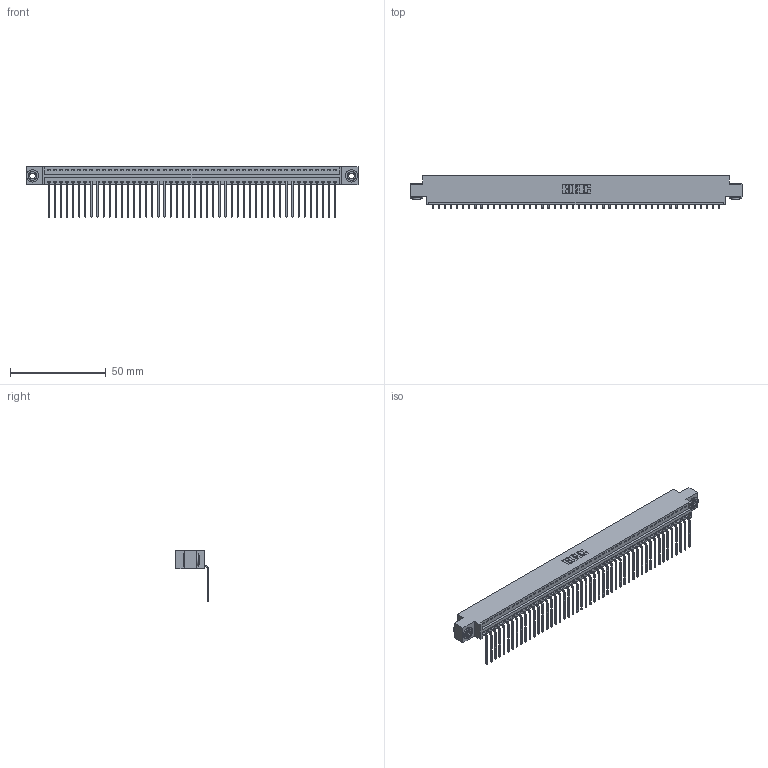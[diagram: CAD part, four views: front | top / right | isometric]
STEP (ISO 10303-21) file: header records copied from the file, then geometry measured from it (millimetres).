
FILE_DESCRIPTION (( 'STEP AP203' ), '1' );
FILE_NAME ('396-048-559-603.STEP', '2019-10-31T23:34:48', ( '' ), ( '' ), 'SwSTEP 2.0', 'SolidWorks 2016', '' );
FILE_SCHEMA (( 'CONFIG_CONTROL_DESIGN' ));
Length unit declared in the file: inch
Products named in the file (4): 345-250-002_345-250-002-102; 396-048-559-603; 346 Part_0.170 Offset - 0.156 Dia-TH; 345-292-001_558 559 Tail - 1
Assembly tree (51 placements, depth 2):
  396-048-559-603
    346 Part_0.170 Offset - 0.156 Dia-TH
    345-292-001_558 559 Tail - 1  x48
    345-250-002_345-250-002-102  x2
Bounding box: 172.97 x 17.08 x 26.16 mm (x, y, z)
Volume: 16623.5 mm3; surface area: 22175.6 mm2
Topology: 51 solids, 51 shells, 3044 faces, 9153 edges, 6034 vertices
Faces by surface type: plane 2106, cylinder 930, cone 8
Entity records: 29848 total; most frequent: CARTESIAN_POINT 5095, ORIENTED_EDGE 5070, DIRECTION 4517, EDGE_CURVE 2535, LINE 2187, VECTOR 2187, VERTEX_POINT 1686, AXIS2_PLACEMENT_3D 1165
